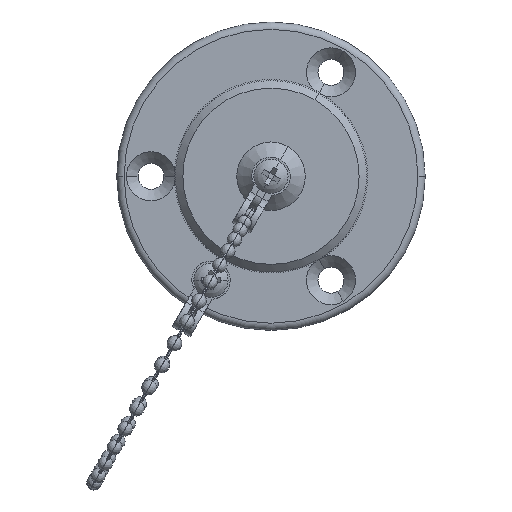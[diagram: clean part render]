
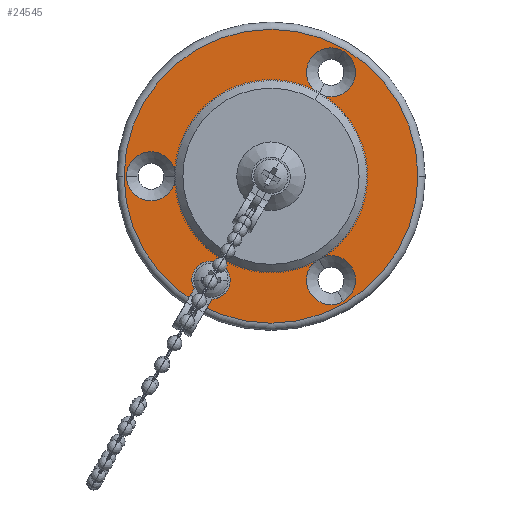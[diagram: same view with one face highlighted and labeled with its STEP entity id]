
A CAD part, left-side view. The second image highlights one B-rep face of the part: STEP entity #24545.
In plain terms, the highlighted planar face has unit normal (-1, 0, 0).
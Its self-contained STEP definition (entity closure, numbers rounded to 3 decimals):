
#8322=CARTESIAN_POINT('',(-6.,0.,0.));
#8323=DIRECTION('',(1.,0.,0.));
#8324=DIRECTION('',(0.,1.,0.));
#8325=AXIS2_PLACEMENT_3D('',#8322,#8323,#8324);
#8341=CARTESIAN_POINT('',(-6.,0.,0.));
#8342=DIRECTION('',(-1.,0.,0.));
#8343=DIRECTION('',(0.,1.,0.));
#8344=AXIS2_PLACEMENT_3D('',#8341,#8342,#8343);
#8355=CARTESIAN_POINT('',(-6.,0.,0.));
#8356=DIRECTION('',(-1.,0.,0.));
#8357=DIRECTION('',(0.,1.,0.));
#8358=AXIS2_PLACEMENT_3D('',#8355,#8356,#8357);
#8360=CARTESIAN_POINT('',(-6.,0.,0.));
#8361=DIRECTION('',(-1.,0.,0.));
#8362=DIRECTION('',(0.,-1.,0.));
#8363=AXIS2_PLACEMENT_3D('',#8360,#8361,#8362);
#8365=CARTESIAN_POINT('',(-6.,24.5,0.));
#8366=DIRECTION('',(1.,0.,0.));
#8367=DIRECTION('',(0.,1.,0.));
#8368=AXIS2_PLACEMENT_3D('',#8365,#8366,#8367);
#8370=CARTESIAN_POINT('',(-6.,24.5,0.));
#8371=DIRECTION('',(1.,0.,0.));
#8372=DIRECTION('',(0.,-1.,0.));
#8373=AXIS2_PLACEMENT_3D('',#8370,#8371,#8372);
#8375=CARTESIAN_POINT('',(-6.,-12.25,-21.218));
#8376=DIRECTION('',(1.,0.,0.));
#8377=DIRECTION('',(0.,-0.5,-0.866));
#8378=AXIS2_PLACEMENT_3D('',#8375,#8376,#8377);
#8380=CARTESIAN_POINT('',(-6.,-12.25,-21.218));
#8381=DIRECTION('',(1.,0.,0.));
#8382=DIRECTION('',(0.,0.5,0.866));
#8383=AXIS2_PLACEMENT_3D('',#8380,#8381,#8382);
#8385=CARTESIAN_POINT('',(-6.,-12.25,21.218));
#8386=DIRECTION('',(1.,0.,0.));
#8387=DIRECTION('',(0.,-0.5,0.866));
#8388=AXIS2_PLACEMENT_3D('',#8385,#8386,#8387);
#8390=CARTESIAN_POINT('',(-6.,-12.25,21.218));
#8391=DIRECTION('',(1.,0.,0.));
#8392=DIRECTION('',(0.,0.5,-0.866));
#8393=AXIS2_PLACEMENT_3D('',#8390,#8391,#8392);
#8395=CARTESIAN_POINT('',(-6.,12.25,-21.218));
#8396=DIRECTION('',(-1.,0.,0.));
#8397=DIRECTION('',(0.,1.,0.));
#8398=AXIS2_PLACEMENT_3D('',#8395,#8396,#8397);
#8400=CARTESIAN_POINT('',(-6.,12.25,-21.218));
#8401=DIRECTION('',(-1.,0.,0.));
#8402=DIRECTION('',(0.,-1.,0.));
#8403=AXIS2_PLACEMENT_3D('',#8400,#8401,#8402);
#11661=CARTESIAN_POINT('',(-6.,18.,0.));
#11662=CARTESIAN_POINT('',(-6.,-18.,0.));
#11663=VERTEX_POINT('',#11661);
#11664=VERTEX_POINT('',#11662);
#11665=CARTESIAN_POINT('',(-6.,30.,0.));
#11666=CARTESIAN_POINT('',(-6.,-30.,0.));
#11667=VERTEX_POINT('',#11665);
#11668=VERTEX_POINT('',#11666);
#11681=CARTESIAN_POINT('',(-6.,29.5,0.));
#11682=CARTESIAN_POINT('',(-6.,19.5,0.));
#11683=VERTEX_POINT('',#11681);
#11684=VERTEX_POINT('',#11682);
#11697=CARTESIAN_POINT('',(-6.,-14.75,-25.548));
#11698=CARTESIAN_POINT('',(-6.,-9.75,-16.887));
#11699=VERTEX_POINT('',#11697);
#11700=VERTEX_POINT('',#11698);
#11713=CARTESIAN_POINT('',(-6.,-14.75,25.548));
#11714=CARTESIAN_POINT('',(-6.,-9.75,16.887));
#11715=VERTEX_POINT('',#11713);
#11716=VERTEX_POINT('',#11714);
#11729=CARTESIAN_POINT('',(-6.,15.75,-21.218));
#11730=CARTESIAN_POINT('',(-6.,8.75,-21.218));
#11731=VERTEX_POINT('',#11729);
#11732=VERTEX_POINT('',#11730);
#24506=CARTESIAN_POINT('',(-6.,0.,0.));
#24507=DIRECTION('',(1.,0.,0.));
#24508=DIRECTION('',(0.,-1.,0.));
#24509=AXIS2_PLACEMENT_3D('',#24506,#24507,#24508);
#24510=PLANE('',#24509);
#24512=ORIENTED_EDGE('',*,*,#24511,.F.);
#24514=ORIENTED_EDGE('',*,*,#24513,.F.);
#24515=EDGE_LOOP('',(#24512,#24514));
#24516=FACE_OUTER_BOUND('',#24515,.F.);
#24517=ORIENTED_EDGE('',*,*,#24471,.F.);
#24518=ORIENTED_EDGE('',*,*,#24499,.T.);
#24519=EDGE_LOOP('',(#24517,#24518));
#24520=FACE_BOUND('',#24519,.F.);
#24522=ORIENTED_EDGE('',*,*,#24521,.F.);
#24524=ORIENTED_EDGE('',*,*,#24523,.F.);
#24525=EDGE_LOOP('',(#24522,#24524));
#24526=FACE_BOUND('',#24525,.F.);
#24528=ORIENTED_EDGE('',*,*,#24527,.F.);
#24530=ORIENTED_EDGE('',*,*,#24529,.F.);
#24531=EDGE_LOOP('',(#24528,#24530));
#24532=FACE_BOUND('',#24531,.F.);
#24534=ORIENTED_EDGE('',*,*,#24533,.F.);
#24536=ORIENTED_EDGE('',*,*,#24535,.F.);
#24537=EDGE_LOOP('',(#24534,#24536));
#24538=FACE_BOUND('',#24537,.F.);
#24540=ORIENTED_EDGE('',*,*,#24539,.T.);
#24542=ORIENTED_EDGE('',*,*,#24541,.T.);
#24543=EDGE_LOOP('',(#24540,#24542));
#24544=FACE_BOUND('',#24543,.F.);
#24545=ADVANCED_FACE('',(#24516,#24520,#24526,#24532,#24538,#24544),#24510,.F.);
#8326=CIRCLE('',#8325,18.);
#8345=CIRCLE('',#8344,18.);
#8359=CIRCLE('',#8358,30.);
#8364=CIRCLE('',#8363,30.);
#8369=CIRCLE('',#8368,5.);
#8374=CIRCLE('',#8373,5.);
#8379=CIRCLE('',#8378,5.);
#8384=CIRCLE('',#8383,5.);
#8389=CIRCLE('',#8388,5.);
#8394=CIRCLE('',#8393,5.);
#8399=CIRCLE('',#8398,3.5);
#8404=CIRCLE('',#8403,3.5);
#24471=EDGE_CURVE('',#11663,#11664,#8326,.T.);
#24499=EDGE_CURVE('',#11663,#11664,#8345,.T.);
#24511=EDGE_CURVE('',#11667,#11668,#8359,.T.);
#24513=EDGE_CURVE('',#11668,#11667,#8364,.T.);
#24521=EDGE_CURVE('',#11683,#11684,#8369,.T.);
#24523=EDGE_CURVE('',#11684,#11683,#8374,.T.);
#24527=EDGE_CURVE('',#11699,#11700,#8379,.T.);
#24529=EDGE_CURVE('',#11700,#11699,#8384,.T.);
#24533=EDGE_CURVE('',#11715,#11716,#8389,.T.);
#24535=EDGE_CURVE('',#11716,#11715,#8394,.T.);
#24539=EDGE_CURVE('',#11731,#11732,#8399,.T.);
#24541=EDGE_CURVE('',#11732,#11731,#8404,.T.);
